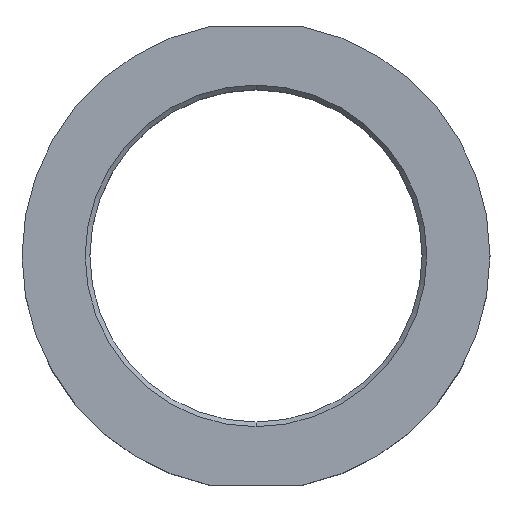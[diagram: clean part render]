
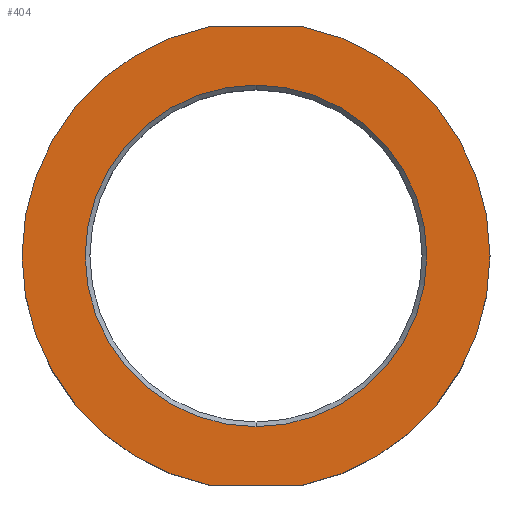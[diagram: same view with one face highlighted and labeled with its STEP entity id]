
A CAD part, top view. The second image highlights one B-rep face of the part: STEP entity #404.
In plain terms, the highlighted planar face has unit normal (0, 0, 1).
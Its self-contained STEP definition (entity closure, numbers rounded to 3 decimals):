
#5 = EDGE_CURVE ( 'NONE', #23, #680, #736, .T. ) ;
#22 = DIRECTION ( 'NONE',  ( 0., 0., -1. ) ) ;
#23 = VERTEX_POINT ( 'NONE', #681 ) ;
#30 = DIRECTION ( 'NONE',  ( 1., 0., 0. ) ) ;
#39 = CARTESIAN_POINT ( 'NONE',  ( 9.95, -49., 0. ) ) ;
#99 = CARTESIAN_POINT ( 'NONE',  ( 0., -36.5, 0. ) ) ;
#100 = LINE ( 'NONE', #664, #793 ) ;
#114 = LINE ( 'NONE', #154, #764 ) ;
#125 = DIRECTION ( 'NONE',  ( 0., 0., -1. ) ) ;
#128 = AXIS2_PLACEMENT_3D ( 'NONE', #602, #666, #236 ) ;
#137 = ORIENTED_EDGE ( 'NONE', *, *, #340, .F. ) ;
#150 = CIRCLE ( 'NONE', #627, 50. ) ;
#154 = CARTESIAN_POINT ( 'NONE',  ( -50., -49., 0. ) ) ;
#156 = EDGE_CURVE ( 'NONE', #770, #747, #505, .T. ) ;
#167 = DIRECTION ( 'NONE',  ( 1., 0., 0. ) ) ;
#220 = ORIENTED_EDGE ( 'NONE', *, *, #5, .T. ) ;
#226 = ORIENTED_EDGE ( 'NONE', *, *, #662, .T. ) ;
#236 = DIRECTION ( 'NONE',  ( 0., -1., 0. ) ) ;
#284 = EDGE_CURVE ( 'NONE', #313, #427, #150, .T. ) ;
#293 = CARTESIAN_POINT ( 'NONE',  ( -9.95, 49., 0. ) ) ;
#313 = VERTEX_POINT ( 'NONE', #411 ) ;
#317 = EDGE_LOOP ( 'NONE', ( #388, #220 ) ) ;
#340 = EDGE_CURVE ( 'NONE', #427, #770, #100, .T. ) ;
#356 = AXIS2_PLACEMENT_3D ( 'NONE', #384, #387, #443 ) ;
#384 = CARTESIAN_POINT ( 'NONE',  ( 0., 0., 0. ) ) ;
#387 = DIRECTION ( 'NONE',  ( 0., 0., -1. ) ) ;
#388 = ORIENTED_EDGE ( 'NONE', *, *, #614, .T. ) ;
#390 = EDGE_LOOP ( 'NONE', ( #226, #555, #137, #652 ) ) ;
#404 = ADVANCED_FACE ( 'NONE', ( #471, #731 ), #485, .T. ) ;
#406 = CARTESIAN_POINT ( 'NONE',  ( 0., 0., 0. ) ) ;
#411 = CARTESIAN_POINT ( 'NONE',  ( -9.95, -49., 0. ) ) ;
#413 = AXIS2_PLACEMENT_3D ( 'NONE', #638, #125, #754 ) ;
#427 = VERTEX_POINT ( 'NONE', #293 ) ;
#443 = DIRECTION ( 'NONE',  ( 0., -1., 0. ) ) ;
#471 = FACE_BOUND ( 'NONE', #317, .T. ) ;
#485 = PLANE ( 'NONE',  #128 ) ;
#505 = CIRCLE ( 'NONE', #413, 50. ) ;
#555 = ORIENTED_EDGE ( 'NONE', *, *, #156, .F. ) ;
#586 = DIRECTION ( 'NONE',  ( 0., -1., 0. ) ) ;
#588 = CARTESIAN_POINT ( 'NONE',  ( 0., 0., 0. ) ) ;
#602 = CARTESIAN_POINT ( 'NONE',  ( 0., 50., 0. ) ) ;
#614 = EDGE_CURVE ( 'NONE', #680, #23, #619, .T. ) ;
#619 = CIRCLE ( 'NONE', #737, 36.5 ) ;
#627 = AXIS2_PLACEMENT_3D ( 'NONE', #406, #22, #761 ) ;
#638 = CARTESIAN_POINT ( 'NONE',  ( 0., 0., 0. ) ) ;
#652 = ORIENTED_EDGE ( 'NONE', *, *, #284, .F. ) ;
#659 = DIRECTION ( 'NONE',  ( 0., 0., -1. ) ) ;
#662 = EDGE_CURVE ( 'NONE', #313, #747, #114, .T. ) ;
#664 = CARTESIAN_POINT ( 'NONE',  ( -50., 49., 0. ) ) ;
#666 = DIRECTION ( 'NONE',  ( 0., 0., 1. ) ) ;
#680 = VERTEX_POINT ( 'NONE', #99 ) ;
#681 = CARTESIAN_POINT ( 'NONE',  ( 0., 36.5, 0. ) ) ;
#731 = FACE_OUTER_BOUND ( 'NONE', #390, .T. ) ;
#736 = CIRCLE ( 'NONE', #356, 36.5 ) ;
#737 = AXIS2_PLACEMENT_3D ( 'NONE', #588, #659, #586 ) ;
#746 = CARTESIAN_POINT ( 'NONE',  ( 9.95, 49., 0. ) ) ;
#747 = VERTEX_POINT ( 'NONE', #39 ) ;
#754 = DIRECTION ( 'NONE',  ( 0., 1., 0. ) ) ;
#761 = DIRECTION ( 'NONE',  ( 0., 1., 0. ) ) ;
#764 = VECTOR ( 'NONE', #167, 1000. ) ;
#770 = VERTEX_POINT ( 'NONE', #746 ) ;
#793 = VECTOR ( 'NONE', #30, 1000. ) ;
